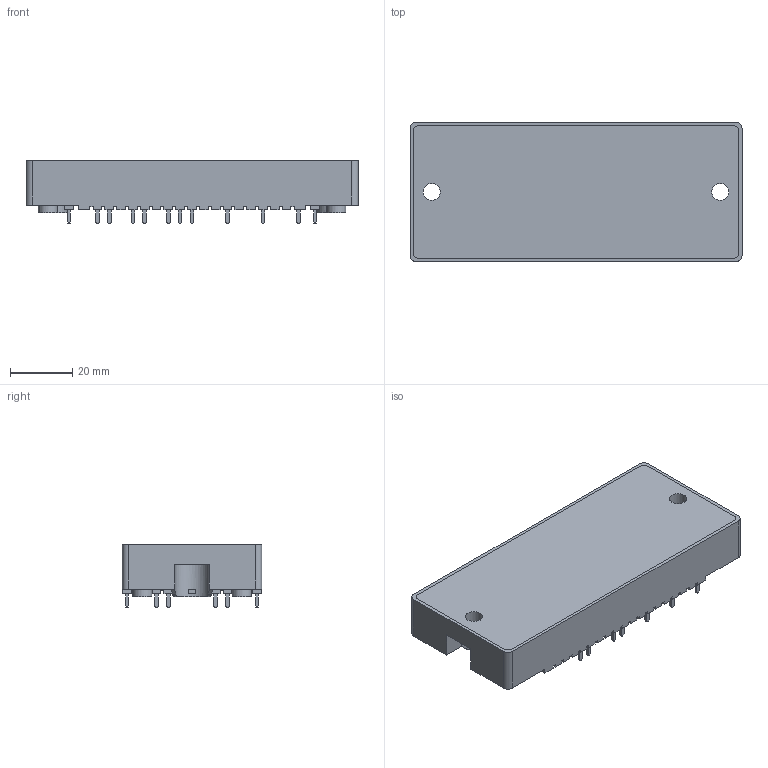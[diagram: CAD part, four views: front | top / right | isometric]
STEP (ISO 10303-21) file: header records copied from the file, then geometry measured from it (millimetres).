
FILE_DESCRIPTION(/* description */ (''),/* implementation_level */ '2;1');
FILE_NAME(/* name */ 'M719.stp',/* time_stamp */ '2019-03-18T11:21:24+03:00',/* author */ ('circuits'),/* organization */ (''),/* preprocessor_version */ '',/* originating_system */ '',/* authorisation */ '');
FILE_SCHEMA (('AUTOMOTIVE_DESIGN { 1 0 10303 214 3 1 1 }'));
Length unit declared in the file: millimetre
Products named in the file (4): M719; M719_body; M719_plate; M719_pin
Assembly tree (25 placements, depth 2):
  M719
    M719_body
    M719_plate
    M719_pin  x23
Bounding box: 107 x 45 x 20.5 mm (x, y, z)
Volume: 68447.8 mm3; surface area: 26644.6 mm2
Topology: 25 solids, 25 shells, 1003 faces, 2488 edges, 1506 vertices
Faces by surface type: plane 821, cone 98, cylinder 84
Full cylindrical faces by diameter (mm): 2.25 x4, 4 x4, 5.5 x2, 6.1 x4, 7 x4
Entity records: 17383 total; most frequent: CARTESIAN_POINT 3102, ORIENTED_EDGE 2936, DIRECTION 2746, EDGE_CURVE 1468, LINE 1358, VECTOR 1358, VERTEX_POINT 978, AXIS2_PLACEMENT_3D 694
